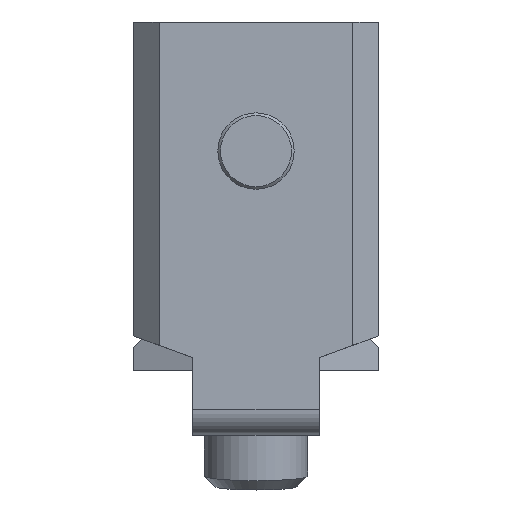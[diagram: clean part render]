
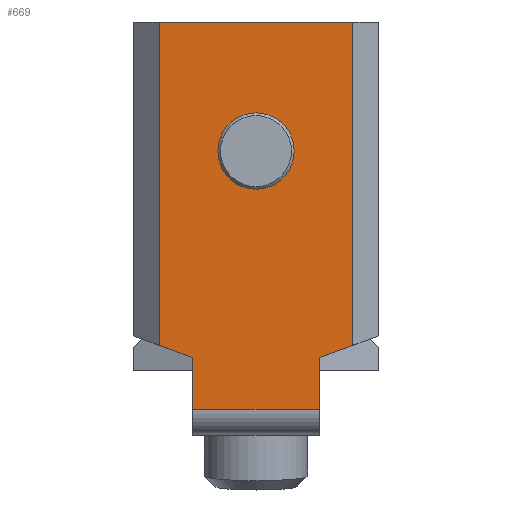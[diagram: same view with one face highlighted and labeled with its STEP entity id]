
A CAD part, front view. The second image highlights one B-rep face of the part: STEP entity #669.
In plain terms, the highlighted planar face has unit normal (0, -1, 0).
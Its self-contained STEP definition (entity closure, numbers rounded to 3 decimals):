
#669=ADVANCED_FACE('',(#729,#730),#731,.F.);
#729=FACE_BOUND('',#820,.T.);
#730=FACE_OUTER_BOUND('',#821,.T.);
#731=PLANE('',#822);
#820=EDGE_LOOP('',(#972));
#821=EDGE_LOOP('',(#973,#974,#975,#976,#977,#978,#979,#980));
#822=AXIS2_PLACEMENT_3D('',#981,#982,#983);
#972=ORIENTED_EDGE('',*,*,#1223,.F.);
#973=ORIENTED_EDGE('',*,*,#1224,.F.);
#974=ORIENTED_EDGE('',*,*,#1225,.F.);
#975=ORIENTED_EDGE('',*,*,#1226,.F.);
#976=ORIENTED_EDGE('',*,*,#1227,.F.);
#977=ORIENTED_EDGE('',*,*,#1228,.F.);
#978=ORIENTED_EDGE('',*,*,#1229,.F.);
#979=ORIENTED_EDGE('',*,*,#1230,.F.);
#980=ORIENTED_EDGE('',*,*,#1231,.F.);
#981=CARTESIAN_POINT('',(8.5,0.0,32.0));
#982=DIRECTION('',(0.0,1.0,0.0));
#983=DIRECTION('',(0.0,0.0,1.0));
#1223=EDGE_CURVE('',#1343,#1343,#1344,.F.);
#1224=EDGE_CURVE('',#1345,#1346,#1347,.F.);
#1225=EDGE_CURVE('',#1348,#1345,#1349,.T.);
#1226=EDGE_CURVE('',#1350,#1348,#1351,.T.);
#1227=EDGE_CURVE('',#1352,#1350,#1353,.T.);
#1228=EDGE_CURVE('',#1354,#1352,#1355,.T.);
#1229=EDGE_CURVE('',#1356,#1354,#1357,.F.);
#1230=EDGE_CURVE('',#1358,#1356,#1359,.F.);
#1231=EDGE_CURVE('',#1346,#1358,#1360,.T.);
#1343=VERTEX_POINT('',#1534);
#1344=CIRCLE('',#1535,2.959);
#1345=VERTEX_POINT('',#1536);
#1346=VERTEX_POINT('',#1537);
#1347=LINE('',#1538,#1539);
#1348=VERTEX_POINT('',#1540);
#1349=LINE('',#1541,#1542);
#1350=VERTEX_POINT('',#1543);
#1351=LINE('',#1544,#1545);
#1352=VERTEX_POINT('',#1546);
#1353=LINE('',#1547,#1548);
#1354=VERTEX_POINT('',#1549);
#1355=LINE('',#1550,#1551);
#1356=VERTEX_POINT('',#1552);
#1357=LINE('',#1553,#1554);
#1358=VERTEX_POINT('',#1555);
#1359=LINE('',#1556,#1557);
#1360=LINE('',#1558,#1559);
#1534=CARTESIAN_POINT('',(-1.0,0.0,24.959));
#1535=AXIS2_PLACEMENT_3D('',#1747,#1748,#1749);
#1536=CARTESIAN_POINT('',(6.5,0.0,32.0));
#1537=CARTESIAN_POINT('',(6.5,0.,6.946));
#1538=CARTESIAN_POINT('',(6.5,0.0,32.0));
#1539=VECTOR('',#1750,1.0);
#1540=CARTESIAN_POINT('',(-8.5,0.,32.0));
#1541=CARTESIAN_POINT('',(8.5,0.0,32.0));
#1542=VECTOR('',#1751,1.0);
#1543=CARTESIAN_POINT('',(-8.5,0.,6.946));
#1544=CARTESIAN_POINT('',(-8.5,0.0,32.0));
#1545=VECTOR('',#1752,1.0);
#1546=CARTESIAN_POINT('',(-5.9,0.,6.0));
#1547=CARTESIAN_POINT('',(-5.9,0.0,6.0));
#1548=VECTOR('',#1753,1.0);
#1549=CARTESIAN_POINT('',(-5.9,0.0,2.0));
#1550=CARTESIAN_POINT('',(-5.9,0.0,32.0));
#1551=VECTOR('',#1754,1.0);
#1552=CARTESIAN_POINT('',(3.9,0.0,2.0));
#1553=CARTESIAN_POINT('',(8.5,0.0,2.0));
#1554=VECTOR('',#1755,1.0);
#1555=CARTESIAN_POINT('',(3.9,0.0,6.0));
#1556=CARTESIAN_POINT('',(3.9,0.0,32.0));
#1557=VECTOR('',#1756,1.0);
#1558=CARTESIAN_POINT('',(6.5,0.0,6.946));
#1559=VECTOR('',#1757,1.0);
#1747=CARTESIAN_POINT('',(-1.0,0.0,22.0));
#1748=DIRECTION('',(0.0,1.0,0.0));
#1749=DIRECTION('',(0.0,0.0,1.0));
#1750=DIRECTION('',(0.0,0.0,1.0));
#1751=DIRECTION('',(1.0,0.0,0.0));
#1752=DIRECTION('',(0.0,0.0,1.0));
#1753=DIRECTION('',(-0.94,0.0,0.342));
#1754=DIRECTION('',(0.0,0.0,1.0));
#1755=DIRECTION('',(1.0,0.0,0.0));
#1756=DIRECTION('',(0.0,0.0,1.0));
#1757=DIRECTION('',(-0.94,0.0,-0.342));
